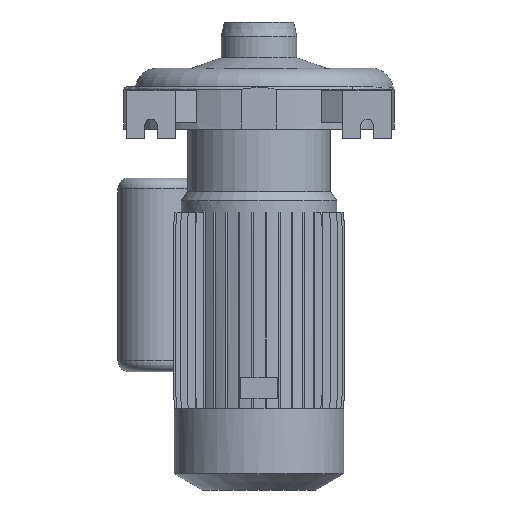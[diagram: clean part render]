
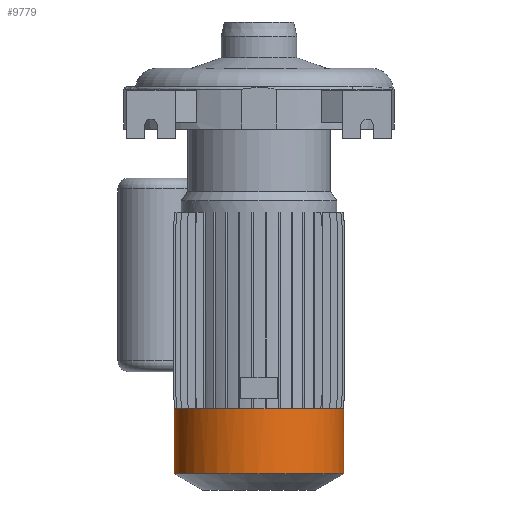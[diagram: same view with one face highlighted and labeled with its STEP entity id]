
A CAD part, front view. The second image highlights one B-rep face of the part: STEP entity #9779.
In plain terms, the highlighted cylindrical face has radius 78.5 mm (diameter 157 mm), a partial arc.
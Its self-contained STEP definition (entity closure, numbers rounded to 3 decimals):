
#225 = CIRCLE ( 'NONE', #9233, 78.5 ) ;
#523 = ORIENTED_EDGE ( 'NONE', *, *, #1952, .F. ) ;
#548 = DIRECTION ( 'NONE',  ( 0., 0., 1. ) ) ;
#605 = CARTESIAN_POINT ( 'NONE',  ( 78.5, 0., -355. ) ) ;
#1516 = DIRECTION ( 'NONE',  ( 1., 0., 0. ) ) ;
#1540 = CARTESIAN_POINT ( 'NONE',  ( 78.5, 0., 63. ) ) ;
#1617 = VERTEX_POINT ( 'NONE', #2838 ) ;
#1698 = CARTESIAN_POINT ( 'NONE',  ( 0., 0., -355. ) ) ;
#1952 = EDGE_CURVE ( 'NONE', #9456, #1617, #8848, .T. ) ;
#1970 = CYLINDRICAL_SURFACE ( 'NONE', #9414, 78.5 ) ;
#2778 = ORIENTED_EDGE ( 'NONE', *, *, #5146, .T. ) ;
#2838 = CARTESIAN_POINT ( 'NONE',  ( -78.5, 0., -295. ) ) ;
#4584 = VECTOR ( 'NONE', #5501, 1000. ) ;
#4854 = CARTESIAN_POINT ( 'NONE',  ( 0., 0., 63. ) ) ;
#5146 = EDGE_CURVE ( 'NONE', #11631, #5365, #5684, .T. ) ;
#5365 = VERTEX_POINT ( 'NONE', #5818 ) ;
#5501 = DIRECTION ( 'NONE',  ( 0., 0., 1. ) ) ;
#5645 = CIRCLE ( 'NONE', #9535, 78.5 ) ;
#5684 = LINE ( 'NONE', #1540, #4584 ) ;
#5804 = ORIENTED_EDGE ( 'NONE', *, *, #6007, .F. ) ;
#5818 = CARTESIAN_POINT ( 'NONE',  ( 78.5, 0., -295. ) ) ;
#5819 = DIRECTION ( 'NONE',  ( 0., 0., 1. ) ) ;
#6007 = EDGE_CURVE ( 'NONE', #1617, #5365, #5645, .T. ) ;
#6139 = VECTOR ( 'NONE', #7943, 1000. ) ;
#7127 = EDGE_CURVE ( 'NONE', #9456, #11631, #225, .T. ) ;
#7870 = DIRECTION ( 'NONE',  ( 1., 0., 0. ) ) ;
#7943 = DIRECTION ( 'NONE',  ( 0., 0., 1. ) ) ;
#8848 = LINE ( 'NONE', #10776, #6139 ) ;
#9233 = AXIS2_PLACEMENT_3D ( 'NONE', #1698, #548, #1516 ) ;
#9414 = AXIS2_PLACEMENT_3D ( 'NONE', #4854, #5819, #7870 ) ;
#9456 = VERTEX_POINT ( 'NONE', #11619 ) ;
#9535 = AXIS2_PLACEMENT_3D ( 'NONE', #10363, #11331, #11255 ) ;
#9637 = EDGE_LOOP ( 'NONE', ( #523, #9958, #2778, #5804 ) ) ;
#9669 = FACE_OUTER_BOUND ( 'NONE', #9637, .T. ) ;
#9779 = ADVANCED_FACE ( 'NONE', ( #9669 ), #1970, .T. ) ;
#9958 = ORIENTED_EDGE ( 'NONE', *, *, #7127, .T. ) ;
#10363 = CARTESIAN_POINT ( 'NONE',  ( 0., 0., -295. ) ) ;
#10776 = CARTESIAN_POINT ( 'NONE',  ( -78.5, 0., 63. ) ) ;
#11255 = DIRECTION ( 'NONE',  ( 1., 0., 0. ) ) ;
#11331 = DIRECTION ( 'NONE',  ( 0., 0., 1. ) ) ;
#11619 = CARTESIAN_POINT ( 'NONE',  ( -78.5, 0., -355. ) ) ;
#11631 = VERTEX_POINT ( 'NONE', #605 ) ;
